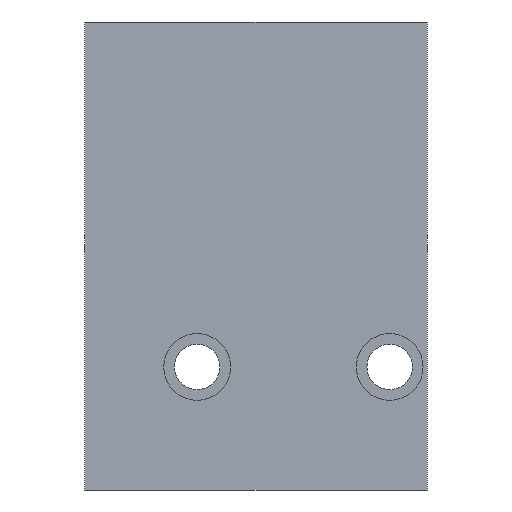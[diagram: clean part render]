
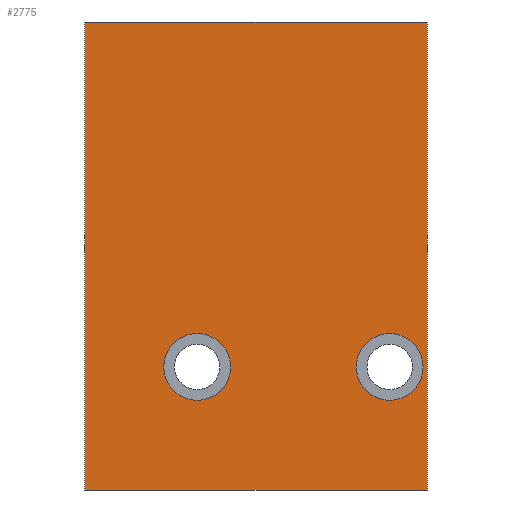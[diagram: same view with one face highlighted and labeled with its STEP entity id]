
A CAD part, front view. The second image highlights one B-rep face of the part: STEP entity #2775.
In plain terms, the highlighted planar face has unit normal (0, -1, 0).
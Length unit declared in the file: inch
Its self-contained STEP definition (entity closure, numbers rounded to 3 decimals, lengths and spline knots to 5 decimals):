
#5=DIRECTION('',(1.,0.,0.));
#6=VECTOR('',#5,4.);
#7=CARTESIAN_POINT('',(0.,-2.188,0.));
#8=LINE('',#7,#6);
#75=DIRECTION('',(0.,0.,1.));
#76=VECTOR('',#75,5.469);
#77=CARTESIAN_POINT('',(4.,-2.188,0.));
#78=LINE('',#77,#76);
#79=DIRECTION('',(0.,0.,1.));
#80=VECTOR('',#79,5.469);
#81=CARTESIAN_POINT('',(0.,-2.188,0.));
#82=LINE('',#81,#80);
#83=CARTESIAN_POINT('',(1.312,-2.188,1.438));
#84=DIRECTION('',(0.,1.,0.));
#85=DIRECTION('',(0.,0.,-1.));
#86=AXIS2_PLACEMENT_3D('',#83,#84,#85);
#88=CARTESIAN_POINT('',(1.312,-2.188,1.438));
#89=DIRECTION('',(0.,1.,0.));
#90=DIRECTION('',(0.,0.,1.));
#91=AXIS2_PLACEMENT_3D('',#88,#89,#90);
#93=CARTESIAN_POINT('',(3.562,-2.188,1.438));
#94=DIRECTION('',(0.,1.,0.));
#95=DIRECTION('',(0.,0.,-1.));
#96=AXIS2_PLACEMENT_3D('',#93,#94,#95);
#98=CARTESIAN_POINT('',(3.562,-2.188,1.438));
#99=DIRECTION('',(0.,1.,0.));
#100=DIRECTION('',(0.,0.,1.));
#101=AXIS2_PLACEMENT_3D('',#98,#99,#100);
#115=DIRECTION('',(1.,0.,0.));
#116=VECTOR('',#115,4.);
#117=CARTESIAN_POINT('',(0.,-2.188,5.469));
#118=LINE('',#117,#116);
#2393=CARTESIAN_POINT('',(0.,-2.188,0.));
#2395=VERTEX_POINT('',#2393);
#2396=CARTESIAN_POINT('',(4.,-2.188,0.));
#2397=VERTEX_POINT('',#2396);
#2401=CARTESIAN_POINT('',(0.,-2.188,5.469));
#2403=VERTEX_POINT('',#2401);
#2404=CARTESIAN_POINT('',(4.,-2.188,5.469));
#2405=VERTEX_POINT('',#2404);
#2642=CARTESIAN_POINT('',(1.312,-2.188,1.0475));
#2643=CARTESIAN_POINT('',(1.312,-2.188,1.8285));
#2644=VERTEX_POINT('',#2642);
#2645=VERTEX_POINT('',#2643);
#2654=CARTESIAN_POINT('',(3.562,-2.188,1.0475));
#2655=CARTESIAN_POINT('',(3.562,-2.188,1.8285));
#2656=VERTEX_POINT('',#2654);
#2657=VERTEX_POINT('',#2655);
#2751=CARTESIAN_POINT('',(0.,-2.188,0.));
#2752=DIRECTION('',(0.,-1.,0.));
#2753=DIRECTION('',(1.,0.,0.));
#2754=AXIS2_PLACEMENT_3D('',#2751,#2752,#2753);
#2755=PLANE('',#2754);
#2756=ORIENTED_EDGE('',*,*,#2669,.F.);
#2757=ORIENTED_EDGE('',*,*,#2700,.T.);
#2759=ORIENTED_EDGE('',*,*,#2758,.T.);
#2760=ORIENTED_EDGE('',*,*,#2743,.F.);
#2761=EDGE_LOOP('',(#2756,#2757,#2759,#2760));
#2762=FACE_OUTER_BOUND('',#2761,.F.);
#2764=ORIENTED_EDGE('',*,*,#2763,.F.);
#2766=ORIENTED_EDGE('',*,*,#2765,.F.);
#2767=EDGE_LOOP('',(#2764,#2766));
#2768=FACE_BOUND('',#2767,.F.);
#2770=ORIENTED_EDGE('',*,*,#2769,.F.);
#2772=ORIENTED_EDGE('',*,*,#2771,.F.);
#2773=EDGE_LOOP('',(#2770,#2772));
#2774=FACE_BOUND('',#2773,.F.);
#2775=ADVANCED_FACE('',(#2762,#2768,#2774),#2755,.T.);
#87=CIRCLE('',#86,0.3905);
#92=CIRCLE('',#91,0.3905);
#97=CIRCLE('',#96,0.3905);
#102=CIRCLE('',#101,0.3905);
#2669=EDGE_CURVE('',#2395,#2397,#8,.T.);
#2700=EDGE_CURVE('',#2395,#2403,#82,.T.);
#2743=EDGE_CURVE('',#2397,#2405,#78,.T.);
#2758=EDGE_CURVE('',#2403,#2405,#118,.T.);
#2763=EDGE_CURVE('',#2644,#2645,#87,.T.);
#2765=EDGE_CURVE('',#2645,#2644,#92,.T.);
#2769=EDGE_CURVE('',#2656,#2657,#97,.T.);
#2771=EDGE_CURVE('',#2657,#2656,#102,.T.);
